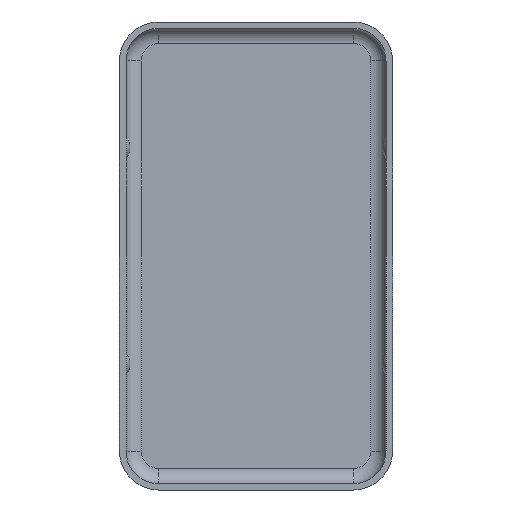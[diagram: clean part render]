
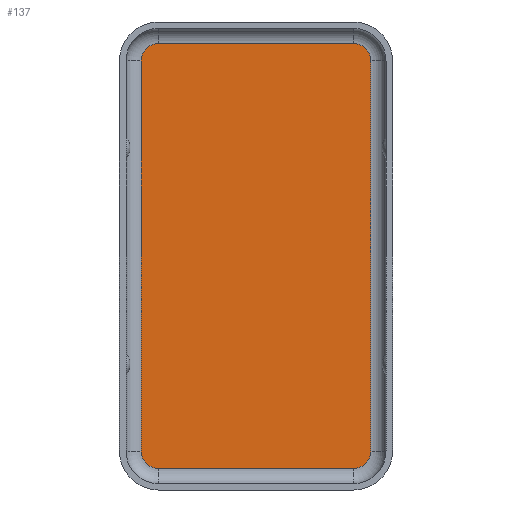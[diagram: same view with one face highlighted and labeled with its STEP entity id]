
A CAD part, front view. The second image highlights one B-rep face of the part: STEP entity #137.
In plain terms, the highlighted planar face has unit normal (0, -1, 0).
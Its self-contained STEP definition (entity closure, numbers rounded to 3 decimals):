
#137 = ADVANCED_FACE( 'NONE', ( #282 ), #283, .T. );
#282 = FACE_OUTER_BOUND( '', #493, .T. );
#283 = PLANE( '', #494 );
#493 = EDGE_LOOP( '', ( #817, #818, #819, #820, #821, #822, #823, #824 ) );
#494 = AXIS2_PLACEMENT_3D( '', #825, #826, #827 );
#817 = ORIENTED_EDGE( '', *, *, #997, .F. );
#818 = ORIENTED_EDGE( '', *, *, #983, .F. );
#819 = ORIENTED_EDGE( '', *, *, #921, .F. );
#820 = ORIENTED_EDGE( '', *, *, #972, .T. );
#821 = ORIENTED_EDGE( '', *, *, #961, .T. );
#822 = ORIENTED_EDGE( '', *, *, #933, .F. );
#823 = ORIENTED_EDGE( '', *, *, #941, .T. );
#824 = ORIENTED_EDGE( '', *, *, #938, .T. );
#825 = CARTESIAN_POINT( '', ( 4.5, 0., -9. ) );
#826 = DIRECTION( '', ( 0., -1., 0. ) );
#827 = DIRECTION( '', ( 0., 0., -1. ) );
#921 = EDGE_CURVE( 'NONE', #1081, #1083, #1084, .T. );
#933 = EDGE_CURVE( 'NONE', #1099, #1101, #1102, .T. );
#938 = EDGE_CURVE( 'NONE', #1109, #1107, #1110, .T. );
#941 = EDGE_CURVE( 'NONE', #1099, #1109, #1113, .T. );
#961 = EDGE_CURVE( 'NONE', #1140, #1101, #1141, .T. );
#972 = EDGE_CURVE( 'NONE', #1081, #1140, #1154, .T. );
#983 = EDGE_CURVE( 'NONE', #1083, #1166, #1167, .T. );
#997 = EDGE_CURVE( 'NONE', #1166, #1107, #1184, .T. );
#1081 = VERTEX_POINT( 'NONE', #1287 );
#1083 = VERTEX_POINT( 'NONE', #1289 );
#1084 = LINE( '', #1290, #1291 );
#1099 = VERTEX_POINT( 'NONE', #1308 );
#1101 = VERTEX_POINT( 'NONE', #1310 );
#1102 = CIRCLE( '', #1311, 0.8 );
#1107 = VERTEX_POINT( 'NONE', #1316 );
#1109 = VERTEX_POINT( 'NONE', #1318 );
#1110 = CIRCLE( '', #1319, 0.8 );
#1113 = LINE( '', #1322, #1323 );
#1140 = VERTEX_POINT( 'NONE', #1355 );
#1141 = LINE( '', #1356, #1357 );
#1154 = CIRCLE( '', #1373, 0.8 );
#1166 = VERTEX_POINT( 'NONE', #1389 );
#1167 = CIRCLE( '', #1390, 0.8 );
#1184 = LINE( '', #1409, #1410 );
#1287 = CARTESIAN_POINT( '', ( 5.3, 0., 9. ) );
#1289 = CARTESIAN_POINT( '', ( 5.3, 0., -9. ) );
#1290 = CARTESIAN_POINT( '', ( 5.3, 0., 0. ) );
#1291 = VECTOR( '', #1486, 1000. );
#1308 = CARTESIAN_POINT( '', ( -5.3, 0., 9. ) );
#1310 = CARTESIAN_POINT( '', ( -4.5, 0., 9.8 ) );
#1311 = AXIS2_PLACEMENT_3D( '', #1507, #1508, #1509 );
#1316 = CARTESIAN_POINT( '', ( -4.5, 0., -9.8 ) );
#1318 = CARTESIAN_POINT( '', ( -5.3, 0., -9. ) );
#1319 = AXIS2_PLACEMENT_3D( '', #1519, #1520, #1521 );
#1322 = CARTESIAN_POINT( '', ( -5.3, 0., 0. ) );
#1323 = VECTOR( '', #1525, 1000. );
#1355 = CARTESIAN_POINT( '', ( 4.5, 0., 9.8 ) );
#1356 = CARTESIAN_POINT( '', ( 4.5, 0., 9.8 ) );
#1357 = VECTOR( '', #1555, 1000. );
#1373 = AXIS2_PLACEMENT_3D( '', #1571, #1572, #1573 );
#1389 = CARTESIAN_POINT( '', ( 4.5, 0., -9.8 ) );
#1390 = AXIS2_PLACEMENT_3D( '', #1581, #1582, #1583 );
#1409 = CARTESIAN_POINT( '', ( 4.5, 0., -9.8 ) );
#1410 = VECTOR( '', #1598, 1000. );
#1486 = DIRECTION( '', ( 0., 0., -1. ) );
#1507 = CARTESIAN_POINT( '', ( -4.5, 0., 9. ) );
#1508 = DIRECTION( '', ( 0., 1., 0. ) );
#1509 = DIRECTION( '', ( 0., 0., -1. ) );
#1519 = CARTESIAN_POINT( '', ( -4.5, 0., -9. ) );
#1520 = DIRECTION( '', ( 0., -1., 0. ) );
#1521 = DIRECTION( '', ( 0., 0., 1. ) );
#1525 = DIRECTION( '', ( 0., 0., -1. ) );
#1555 = DIRECTION( '', ( -1., 0., 0. ) );
#1571 = CARTESIAN_POINT( '', ( 4.5, 0., 9. ) );
#1572 = DIRECTION( '', ( 0., -1., 0. ) );
#1573 = DIRECTION( '', ( 0., 0., -1. ) );
#1581 = CARTESIAN_POINT( '', ( 4.5, 0., -9. ) );
#1582 = DIRECTION( '', ( 0., 1., 0. ) );
#1583 = DIRECTION( '', ( 0., 0., 1. ) );
#1598 = DIRECTION( '', ( -1., 0., 0. ) );
